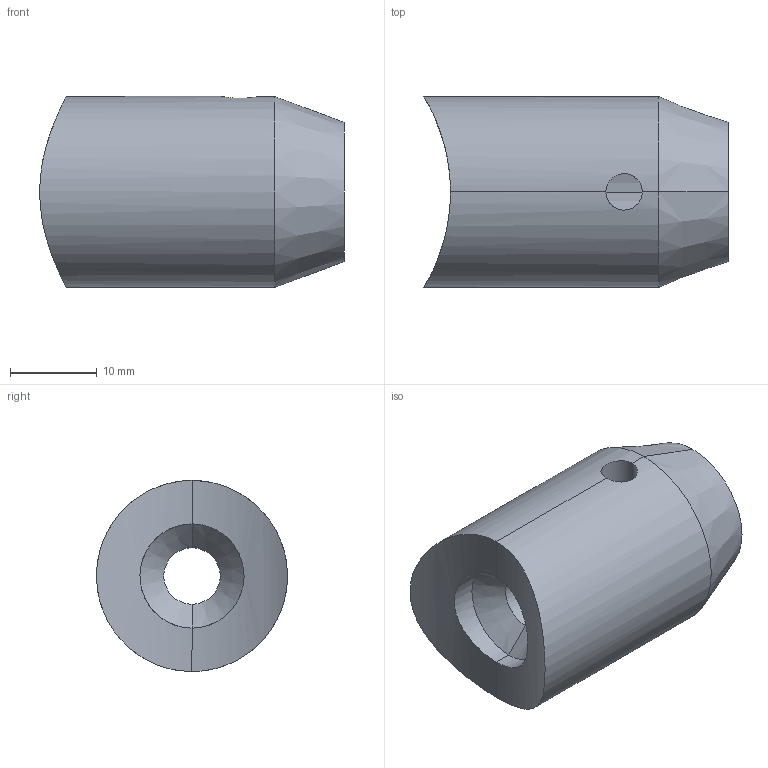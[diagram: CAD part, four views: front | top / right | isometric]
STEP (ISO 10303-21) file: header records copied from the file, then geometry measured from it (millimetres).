
FILE_DESCRIPTION (( 'STEP AP214' ), '1' );
FILE_NAME ('A_0850-042.STEP', '2018-10-01T15:07:59', ( '' ), ( '' ), 'SwSTEP 2.0', 'SolidWorks 2013', '' );
FILE_SCHEMA (( 'AUTOMOTIVE_DESIGN' ));
Length unit declared in the file: millimetre
Products named in the file (1): A_0850-042
Bounding box: 35.08 x 22 x 22 mm (x, y, z)
Volume: 8137.8 mm3; surface area: 3974.8 mm2
Topology: 1 solids, 1 shells, 18 faces, 40 edges, 22 vertices
Faces by surface type: cylinder 12, cone 4, plane 2
Entity records: 832 total; most frequent: CARTESIAN_POINT 379, DIRECTION 84, ORIENTED_EDGE 80, EDGE_CURVE 40, AXIS2_PLACEMENT_3D 33, VERTEX_POINT 22, EDGE_LOOP 20, FACE_OUTER_BOUND 18
